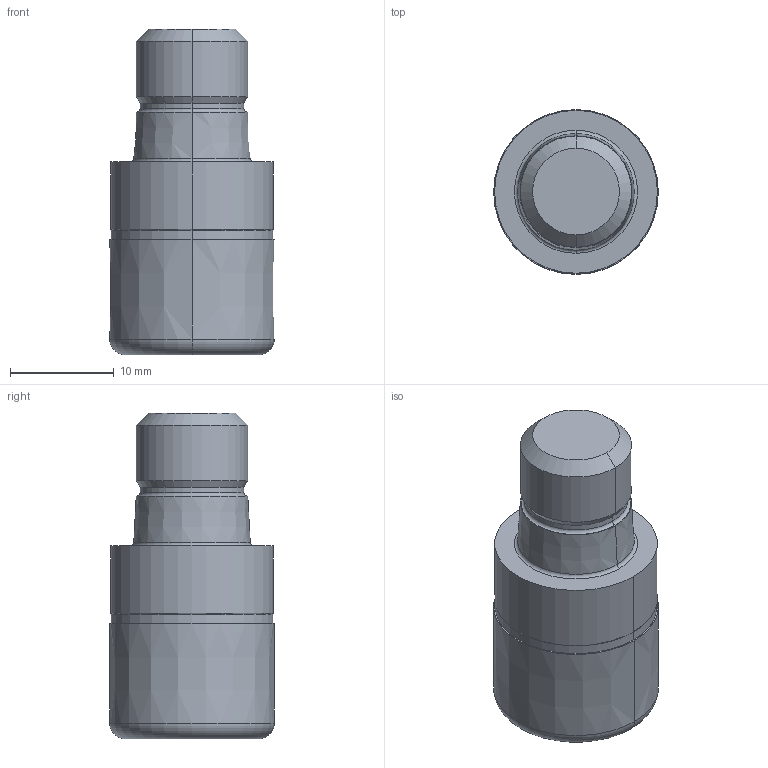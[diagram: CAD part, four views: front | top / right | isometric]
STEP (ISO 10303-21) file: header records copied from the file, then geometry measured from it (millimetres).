
FILE_DESCRIPTION(('no description'),'unknown implementation level');
FILE_NAME('solidOVbS8ApofbbC8_PS2iFO6HoYKIo_1.STP',' ',('CIMSOURCE GmbH'),('CADClick - KiM GmbH - www.kimweb.de'),'unknown preprocess','ACIS','unknown authorization');
FILE_SCHEMA(('automotive_design'));
Length unit declared in the file: millimetre
Products named in the file (2): 1; 2
Bounding box: 15.88 x 15.88 x 31.4 mm (x, y, z)
Volume: 4769 mm3; surface area: 2089.9 mm2
Topology: 2 solids, 2 shells, 35 faces, 70 edges, 40 vertices
Faces by surface type: cone 14, cylinder 8, plane 7, torus 6
Entity records: 1763 total; most frequent: DIRECTION 192, CARTESIAN_POINT 147, STYLED_ITEM 143, PRESENTATION_STYLE_ASSIGNMENT 143, COLOUR_RGB 143, ORIENTED_EDGE 132, AXIS2_PLACEMENT_3D 85, EDGE_CURVE 66
